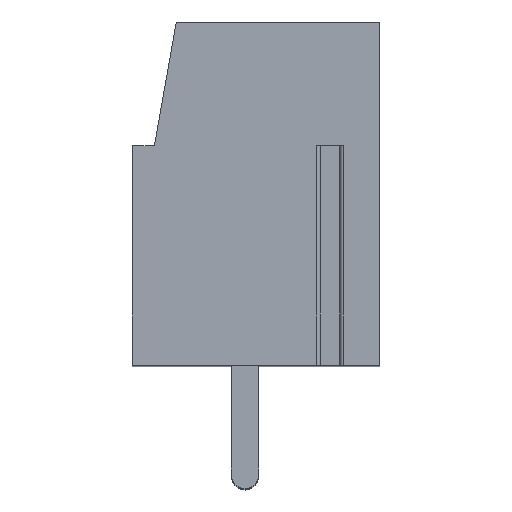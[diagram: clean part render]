
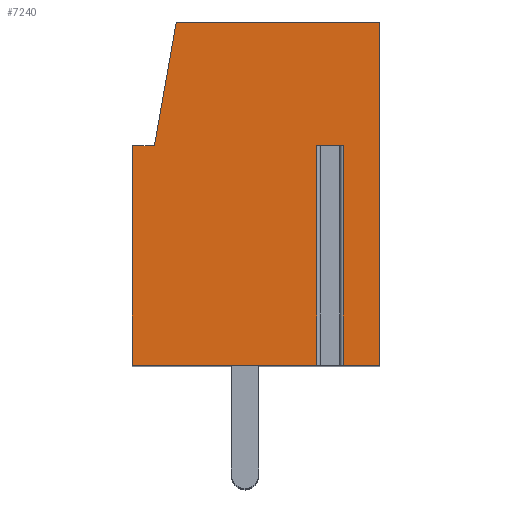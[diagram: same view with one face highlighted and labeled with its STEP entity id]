
A CAD part, top view. The second image highlights one B-rep face of the part: STEP entity #7240.
In plain terms, the highlighted planar face has unit normal (0, 0, 1).
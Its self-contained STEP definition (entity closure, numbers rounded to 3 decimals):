
#261=DIRECTION('',(-1.,0.,0.));
#262=VECTOR('',#261,0.958);
#263=CARTESIAN_POINT('',(3.179,1.75,27.5));
#264=LINE('',#263,#262);
#265=DIRECTION('',(0.,-1.,0.));
#266=VECTOR('',#265,8.);
#267=CARTESIAN_POINT('',(2.221,1.75,27.5));
#268=LINE('',#267,#266);
#269=DIRECTION('',(1.,0.,0.));
#270=VECTOR('',#269,6.721);
#271=CARTESIAN_POINT('',(-4.5,-6.25,27.5));
#272=LINE('',#271,#270);
#273=DIRECTION('',(0.,-1.,0.));
#274=VECTOR('',#273,8.);
#275=CARTESIAN_POINT('',(-4.5,1.75,27.5));
#276=LINE('',#275,#274);
#277=DIRECTION('',(-1.,0.,0.));
#278=VECTOR('',#277,0.8);
#279=CARTESIAN_POINT('',(-3.7,1.75,27.5));
#280=LINE('',#279,#278);
#281=DIRECTION('',(-0.174,-0.985,0.));
#282=VECTOR('',#281,4.569);
#283=CARTESIAN_POINT('',(-2.907,6.25,27.5));
#284=LINE('',#283,#282);
#285=DIRECTION('',(-1.,0.,0.));
#286=VECTOR('',#285,7.407);
#287=CARTESIAN_POINT('',(4.5,6.25,27.5));
#288=LINE('',#287,#286);
#289=DIRECTION('',(0.,1.,0.));
#290=VECTOR('',#289,12.5);
#291=CARTESIAN_POINT('',(4.5,-6.25,27.5));
#292=LINE('',#291,#290);
#293=DIRECTION('',(1.,0.,0.));
#294=VECTOR('',#293,1.321);
#295=CARTESIAN_POINT('',(3.179,-6.25,27.5));
#296=LINE('',#295,#294);
#297=DIRECTION('',(0.,-1.,0.));
#298=VECTOR('',#297,8.);
#299=CARTESIAN_POINT('',(3.179,1.75,27.5));
#300=LINE('',#299,#298);
#5477=CARTESIAN_POINT('',(4.5,-6.25,27.5));
#5478=CARTESIAN_POINT('',(4.5,6.25,27.5));
#5479=VERTEX_POINT('',#5477);
#5480=VERTEX_POINT('',#5478);
#5481=CARTESIAN_POINT('',(-2.907,6.25,27.5));
#5482=VERTEX_POINT('',#5481);
#5483=CARTESIAN_POINT('',(-3.7,1.75,27.5));
#5484=VERTEX_POINT('',#5483);
#5485=CARTESIAN_POINT('',(-4.5,1.75,27.5));
#5486=VERTEX_POINT('',#5485);
#5487=CARTESIAN_POINT('',(-4.5,-6.25,27.5));
#5488=VERTEX_POINT('',#5487);
#5533=CARTESIAN_POINT('',(3.179,1.75,27.5));
#5534=CARTESIAN_POINT('',(2.221,1.75,27.5));
#5535=VERTEX_POINT('',#5533);
#5536=VERTEX_POINT('',#5534);
#5537=CARTESIAN_POINT('',(3.179,-6.25,27.5));
#5538=VERTEX_POINT('',#5537);
#5539=CARTESIAN_POINT('',(2.221,-6.25,27.5));
#5540=VERTEX_POINT('',#5539);
#7216=CARTESIAN_POINT('',(0.,0.,27.5));
#7217=DIRECTION('',(0.,0.,1.));
#7218=DIRECTION('',(1.,0.,0.));
#7219=AXIS2_PLACEMENT_3D('',#7216,#7217,#7218);
#7220=PLANE('',#7219);
#7222=ORIENTED_EDGE('',*,*,#7221,.T.);
#7223=ORIENTED_EDGE('',*,*,#7207,.T.);
#7224=ORIENTED_EDGE('',*,*,#7088,.F.);
#7226=ORIENTED_EDGE('',*,*,#7225,.F.);
#7228=ORIENTED_EDGE('',*,*,#7227,.F.);
#7230=ORIENTED_EDGE('',*,*,#7229,.F.);
#7232=ORIENTED_EDGE('',*,*,#7231,.F.);
#7234=ORIENTED_EDGE('',*,*,#7233,.F.);
#7235=ORIENTED_EDGE('',*,*,#7067,.F.);
#7237=ORIENTED_EDGE('',*,*,#7236,.F.);
#7238=EDGE_LOOP('',(#7222,#7223,#7224,#7226,#7228,#7230,#7232,#7234,#7235,
#7237));
#7239=FACE_OUTER_BOUND('',#7238,.F.);
#7067=EDGE_CURVE('',#5538,#5479,#296,.T.);
#7088=EDGE_CURVE('',#5488,#5540,#272,.T.);
#7207=EDGE_CURVE('',#5536,#5540,#268,.T.);
#7221=EDGE_CURVE('',#5535,#5536,#264,.T.);
#7225=EDGE_CURVE('',#5486,#5488,#276,.T.);
#7227=EDGE_CURVE('',#5484,#5486,#280,.T.);
#7229=EDGE_CURVE('',#5482,#5484,#284,.T.);
#7231=EDGE_CURVE('',#5480,#5482,#288,.T.);
#7233=EDGE_CURVE('',#5479,#5480,#292,.T.);
#7236=EDGE_CURVE('',#5535,#5538,#300,.T.);
#7240=ADVANCED_FACE('',(#7239),#7220,.T.);
